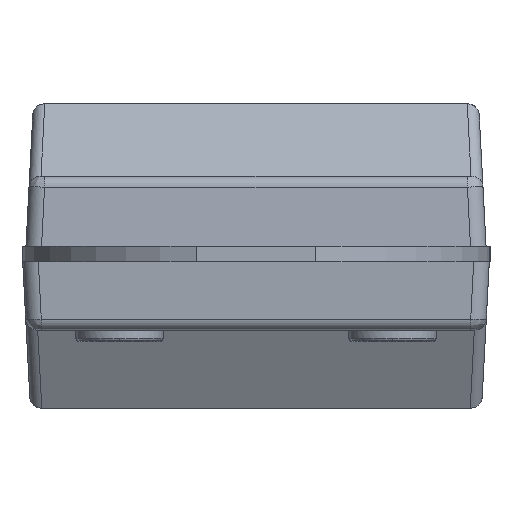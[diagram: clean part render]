
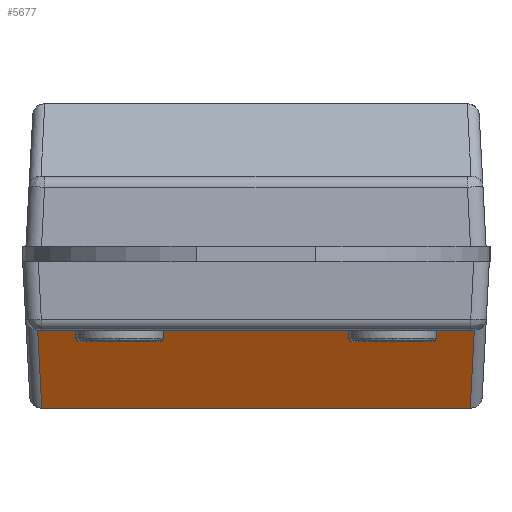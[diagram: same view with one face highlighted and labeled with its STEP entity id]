
A CAD part, left-side view. The second image highlights one B-rep face of the part: STEP entity #5677.
In plain terms, the highlighted planar face has unit normal (-0.881, 0, -0.473).
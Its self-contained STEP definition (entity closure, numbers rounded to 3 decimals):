
#1149=CARTESIAN_POINT('',(-5.,5.597,-1.75));
#1288=DIRECTION('',(0.,-1.,0.));
#1289=VECTOR('',#1288,11.194);
#1290=CARTESIAN_POINT('',(-5.,5.597,-1.75));
#1291=LINE('',#1290,#1289);
#1438=DIRECTION('',(-0.472,-0.046,0.88));
#1439=VECTOR('',#1438,2.272);
#1440=CARTESIAN_POINT('',(-3.927,-5.492,-3.75));
#1441=LINE('',#1440,#1439);
#1442=DIRECTION('',(0.,-1.,0.));
#1443=VECTOR('',#1442,10.984);
#1444=CARTESIAN_POINT('',(-3.927,5.492,-3.75));
#1445=LINE('',#1444,#1443);
#1446=DIRECTION('',(0.472,-0.046,-0.88));
#1447=VECTOR('',#1446,2.272);
#1448=CARTESIAN_POINT('',(-5.,5.597,-1.75));
#1449=LINE('',#1448,#1447);
#2803=VERTEX_POINT('',#1149);
#2805=CARTESIAN_POINT('',(-5.,-5.597,-1.75));
#2806=VERTEX_POINT('',#2805);
#2991=CARTESIAN_POINT('',(-3.927,5.492,-3.75));
#2992=CARTESIAN_POINT('',(-3.927,-5.492,-3.75));
#2993=VERTEX_POINT('',#2991);
#2994=VERTEX_POINT('',#2992);
#5666=CARTESIAN_POINT('',(-3.9,-6.,-3.8));
#5667=DIRECTION('',(-0.881,0.,-0.473));
#5668=DIRECTION('',(-0.473,0.,0.881));
#5669=AXIS2_PLACEMENT_3D('',#5666,#5667,#5668);
#5670=PLANE('',#5669);
#5671=ORIENTED_EDGE('',*,*,#5432,.T.);
#5672=ORIENTED_EDGE('',*,*,#4515,.F.);
#5673=ORIENTED_EDGE('',*,*,#5220,.F.);
#5674=ORIENTED_EDGE('',*,*,#5280,.F.);
#5675=EDGE_LOOP('',(#5671,#5672,#5673,#5674));
#5676=FACE_OUTER_BOUND('',#5675,.F.);
#5677=ADVANCED_FACE('',(#5676),#5670,.T.);
#4515=EDGE_CURVE('',#2994,#2806,#1441,.T.);
#5220=EDGE_CURVE('',#2993,#2994,#1445,.T.);
#5280=EDGE_CURVE('',#2803,#2993,#1449,.T.);
#5432=EDGE_CURVE('',#2803,#2806,#1291,.T.);
